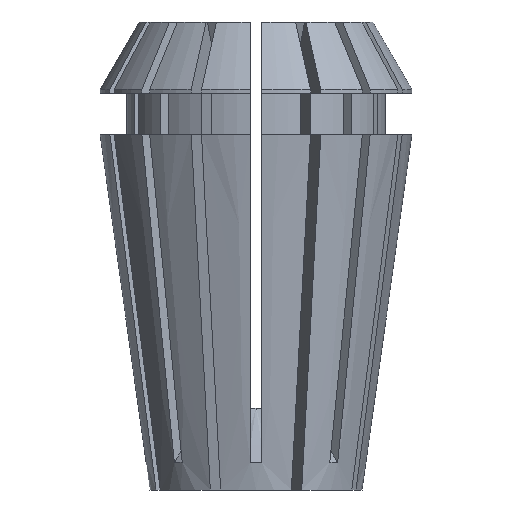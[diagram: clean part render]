
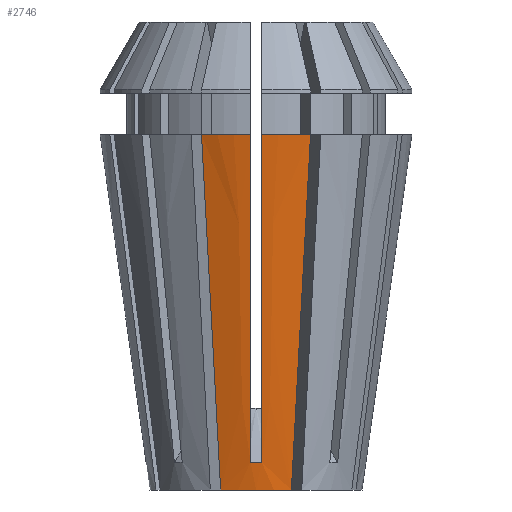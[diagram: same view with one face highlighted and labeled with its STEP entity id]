
A CAD part, left-side view. The second image highlights one B-rep face of the part: STEP entity #2746.
In plain terms, the highlighted conical face has half-angle 8 degrees and reference radius 7.141 mm.
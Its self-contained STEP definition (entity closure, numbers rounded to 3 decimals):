
#27 = VERTEX_POINT ( 'NONE', #1962 ) ;
#47 = CARTESIAN_POINT ( 'NONE',  ( -7.466, 2.687, 5.645 ) ) ;
#72 = CARTESIAN_POINT ( 'NONE',  ( -9.838, 3.669, 23.9 ) ) ;
#101 = CARTESIAN_POINT ( 'NONE',  ( -9.774, -0.375, 18.785 ) ) ;
#138 = DIRECTION ( 'NONE',  ( 0., 0., -1. ) ) ;
#230 = AXIS2_PLACEMENT_3D ( 'NONE', #5209, #4763, #2682 ) ;
#231 = AXIS2_PLACEMENT_3D ( 'NONE', #1613, #4574, #5435 ) ;
#415 = VERTEX_POINT ( 'NONE', #3103 ) ;
#441 = EDGE_CURVE ( 'NONE', #27, #5415, #3959, .T. ) ;
#456 = AXIS2_PLACEMENT_3D ( 'NONE', #2316, #138, #4040 ) ;
#538 = CARTESIAN_POINT ( 'NONE',  ( -7.396, -0.375, 1.88 ) ) ;
#975 = EDGE_LOOP ( 'NONE', ( #1982, #1976, #2222, #4535, #1104, #3281, #5360, #3045 ) ) ;
#1024 = CARTESIAN_POINT ( 'NONE',  ( -7.221, 2.585, 3.763 ) ) ;
#1032 = CARTESIAN_POINT ( 'NONE',  ( -6.732, -2.383, 0. ) ) ;
#1073 = VERTEX_POINT ( 'NONE', #2203 ) ;
#1104 = ORIENTED_EDGE ( 'NONE', *, *, #4709, .T. ) ;
#1219 = CONICAL_SURFACE ( 'NONE', #231, 7.141, 0.14 ) ;
#1221 = CARTESIAN_POINT ( 'NONE',  ( -7.396, 0.375, 1.88 ) ) ;
#1251 = EDGE_CURVE ( 'NONE', #1073, #5342, #2668, .T. ) ;
#1273 = CARTESIAN_POINT ( 'NONE',  ( -6.732, -2.383, 0. ) ) ;
#1288 = CARTESIAN_POINT ( 'NONE',  ( -6.977, -2.484, 1.882 ) ) ;
#1386 = CIRCLE ( 'NONE', #456, 10.5 ) ;
#1518 = EDGE_CURVE ( 'NONE', #2794, #4060, #3597, .T. ) ;
#1613 = CARTESIAN_POINT ( 'NONE',  ( 0., 0., 0. ) ) ;
#1627 = CARTESIAN_POINT ( 'NONE',  ( -7.452, 0.375, 2.274 ) ) ;
#1670 = CARTESIAN_POINT ( 'NONE',  ( -9.838, -3.669, 23.9 ) ) ;
#1848 = CARTESIAN_POINT ( 'NONE',  ( -7.452, -0.375, 2.274 ) ) ;
#1864 = CARTESIAN_POINT ( 'NONE',  ( -6.977, 2.484, 1.882 ) ) ;
#1886 = CARTESIAN_POINT ( 'NONE',  ( -10.134, -0.375, 21.342 ) ) ;
#1962 = CARTESIAN_POINT ( 'NONE',  ( -7.396, 0.375, 1.88 ) ) ;
#1976 = ORIENTED_EDGE ( 'NONE', *, *, #1251, .T. ) ;
#1982 = ORIENTED_EDGE ( 'NONE', *, *, #3587, .T. ) ;
#2203 = CARTESIAN_POINT ( 'NONE',  ( -9.838, 3.669, 23.9 ) ) ;
#2222 = ORIENTED_EDGE ( 'NONE', *, *, #4067, .F. ) ;
#2231 = B_SPLINE_CURVE_WITH_KNOTS ( 'NONE', 3,
 ( #5486, #4161, #2917, #2499, #4610, #4206, #2857, #5510, #1627, #1221 ),
 .UNSPECIFIED., .F., .F.,
 ( 4, 3, 3, 4 ),
 ( 0.044, 0.052, 0.065, 0.066 ),
 .UNSPECIFIED. ) ;
#2283 = DIRECTION ( 'NONE',  ( 0., 0., -1. ) ) ;
#2316 = CARTESIAN_POINT ( 'NONE',  ( 0., 0., 23.9 ) ) ;
#2363 = FACE_OUTER_BOUND ( 'NONE', #975, .T. ) ;
#2499 = CARTESIAN_POINT ( 'NONE',  ( -9.415, 0.375, 16.227 ) ) ;
#2668 = B_SPLINE_CURVE_WITH_KNOTS ( 'NONE', 3,
 ( #72, #4845, #3988, #47, #1024, #1864, #5296 ),
 .UNSPECIFIED., .F., .F.,
 ( 4, 3, 4 ),
 ( 0., 0.018, 0.024 ),
 .UNSPECIFIED. ) ;
#2682 = DIRECTION ( 'NONE',  ( -1., 0., 0. ) ) ;
#2744 = CARTESIAN_POINT ( 'NONE',  ( -7.396, 0.375, 1.88 ) ) ;
#2746 = ADVANCED_FACE ( 'NONE', ( #2363 ), #1219, .T. ) ;
#2794 = VERTEX_POINT ( 'NONE', #4748 ) ;
#2857 = CARTESIAN_POINT ( 'NONE',  ( -7.563, 0.375, 3.063 ) ) ;
#2917 = CARTESIAN_POINT ( 'NONE',  ( -9.774, 0.375, 18.785 ) ) ;
#2961 = CARTESIAN_POINT ( 'NONE',  ( -6.732, 2.383, 0. ) ) ;
#3001 = CARTESIAN_POINT ( 'NONE',  ( -8.257, -3.014, 11.73 ) ) ;
#3045 = ORIENTED_EDGE ( 'NONE', *, *, #3318, .F. ) ;
#3103 = CARTESIAN_POINT ( 'NONE',  ( -10.494, -0.375, 23.9 ) ) ;
#3149 = CARTESIAN_POINT ( 'NONE',  ( -8.18, -0.375, 7.451 ) ) ;
#3234 = AXIS2_PLACEMENT_3D ( 'NONE', #4464, #2283, #4041 ) ;
#3281 = ORIENTED_EDGE ( 'NONE', *, *, #4708, .T. ) ;
#3318 = EDGE_CURVE ( 'NONE', #3548, #27, #2231, .T. ) ;
#3548 = VERTEX_POINT ( 'NONE', #5608 ) ;
#3587 = EDGE_CURVE ( 'NONE', #3548, #1073, #5092, .T. ) ;
#3597 = B_SPLINE_CURVE_WITH_KNOTS ( 'NONE', 3,
 ( #1670, #4247, #3001, #3819, #3836, #1288, #1273 ),
 .UNSPECIFIED., .F., .F.,
 ( 4, 3, 4 ),
 ( 0., 0.018, 0.024 ),
 .UNSPECIFIED. ) ;
#3619 = CARTESIAN_POINT ( 'NONE',  ( -7.563, -0.375, 3.063 ) ) ;
#3819 = CARTESIAN_POINT ( 'NONE',  ( -7.466, -2.687, 5.645 ) ) ;
#3836 = CARTESIAN_POINT ( 'NONE',  ( -7.221, -2.585, 3.763 ) ) ;
#3904 = B_SPLINE_CURVE_WITH_KNOTS ( 'NONE', 3,
 ( #4018, #1886, #101, #3963, #4892, #3149, #3619, #4869, #1848, #538 ),
 .UNSPECIFIED., .F., .F.,
 ( 4, 3, 3, 4 ),
 ( 0.044, 0.052, 0.065, 0.066 ),
 .UNSPECIFIED. ) ;
#3938 = CARTESIAN_POINT ( 'NONE',  ( -7.407, 0.125, 1.869 ) ) ;
#3959 = B_SPLINE_CURVE_WITH_KNOTS ( 'NONE', 3,
 ( #2744, #3938, #3987, #4418 ),
 .UNSPECIFIED., .F., .F.,
 ( 4, 4 ),
 ( 0., 0.001 ),
 .UNSPECIFIED. ) ;
#3963 = CARTESIAN_POINT ( 'NONE',  ( -9.415, -0.375, 16.227 ) ) ;
#3987 = CARTESIAN_POINT ( 'NONE',  ( -7.407, -0.125, 1.869 ) ) ;
#3988 = CARTESIAN_POINT ( 'NONE',  ( -8.257, 3.014, 11.73 ) ) ;
#4018 = CARTESIAN_POINT ( 'NONE',  ( -10.494, -0.375, 23.9 ) ) ;
#4040 = DIRECTION ( 'NONE',  ( -1., 0., 0. ) ) ;
#4041 = DIRECTION ( 'NONE',  ( -1., 0., 0. ) ) ;
#4060 = VERTEX_POINT ( 'NONE', #1032 ) ;
#4067 = EDGE_CURVE ( 'NONE', #4060, #5342, #5362, .T. ) ;
#4161 = CARTESIAN_POINT ( 'NONE',  ( -10.134, 0.375, 21.342 ) ) ;
#4206 = CARTESIAN_POINT ( 'NONE',  ( -8.18, 0.375, 7.451 ) ) ;
#4247 = CARTESIAN_POINT ( 'NONE',  ( -9.048, -3.342, 17.815 ) ) ;
#4418 = CARTESIAN_POINT ( 'NONE',  ( -7.396, -0.375, 1.88 ) ) ;
#4464 = CARTESIAN_POINT ( 'NONE',  ( 0., 0., 0. ) ) ;
#4535 = ORIENTED_EDGE ( 'NONE', *, *, #1518, .F. ) ;
#4574 = DIRECTION ( 'NONE',  ( 0., 0., 1. ) ) ;
#4610 = CARTESIAN_POINT ( 'NONE',  ( -8.797, 0.375, 11.839 ) ) ;
#4708 = EDGE_CURVE ( 'NONE', #415, #5415, #3904, .T. ) ;
#4709 = EDGE_CURVE ( 'NONE', #2794, #415, #1386, .T. ) ;
#4748 = CARTESIAN_POINT ( 'NONE',  ( -9.838, -3.669, 23.9 ) ) ;
#4763 = DIRECTION ( 'NONE',  ( 0., 0., -1. ) ) ;
#4845 = CARTESIAN_POINT ( 'NONE',  ( -9.048, 3.342, 17.815 ) ) ;
#4869 = CARTESIAN_POINT ( 'NONE',  ( -7.507, -0.375, 2.669 ) ) ;
#4892 = CARTESIAN_POINT ( 'NONE',  ( -8.797, -0.375, 11.839 ) ) ;
#5092 = CIRCLE ( 'NONE', #230, 10.5 ) ;
#5209 = CARTESIAN_POINT ( 'NONE',  ( 0., 0., 23.9 ) ) ;
#5296 = CARTESIAN_POINT ( 'NONE',  ( -6.732, 2.383, 0. ) ) ;
#5342 = VERTEX_POINT ( 'NONE', #2961 ) ;
#5360 = ORIENTED_EDGE ( 'NONE', *, *, #441, .F. ) ;
#5362 = CIRCLE ( 'NONE', #3234, 7.141 ) ;
#5415 = VERTEX_POINT ( 'NONE', #5539 ) ;
#5435 = DIRECTION ( 'NONE',  ( 1., 0., 0. ) ) ;
#5486 = CARTESIAN_POINT ( 'NONE',  ( -10.494, 0.375, 23.9 ) ) ;
#5510 = CARTESIAN_POINT ( 'NONE',  ( -7.507, 0.375, 2.669 ) ) ;
#5539 = CARTESIAN_POINT ( 'NONE',  ( -7.396, -0.375, 1.88 ) ) ;
#5608 = CARTESIAN_POINT ( 'NONE',  ( -10.494, 0.375, 23.9 ) ) ;
